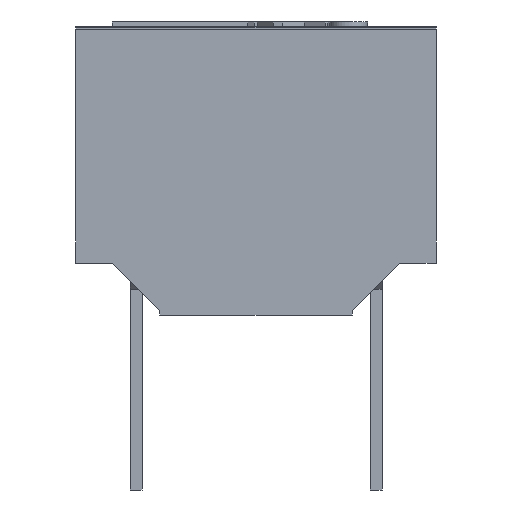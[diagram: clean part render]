
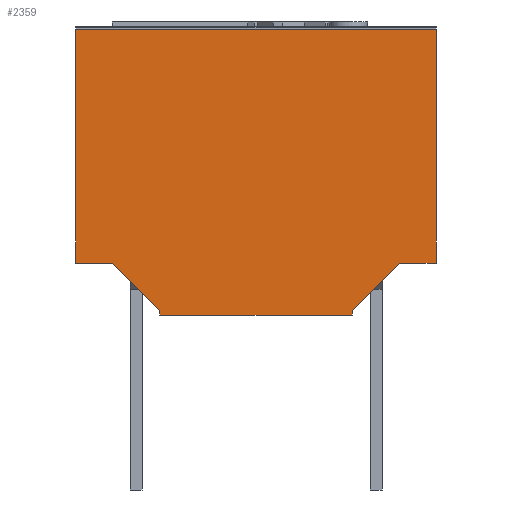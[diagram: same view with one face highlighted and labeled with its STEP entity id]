
A CAD part, front view. The second image highlights one B-rep face of the part: STEP entity #2359.
In plain terms, the highlighted planar face has unit normal (0, -1, 0).
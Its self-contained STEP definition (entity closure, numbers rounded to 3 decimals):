
#13=DIRECTION('',(0.,0.,1.));
#34=VECTOR('',#35,1.);
#35=DIRECTION('',(1.,0.,0.));
#54=VECTOR('',#13,1.);
#133=DIRECTION('',(0.,-1.,0.));
#153=VECTOR('',#154,1.);
#154=DIRECTION('',(-1.,0.,0.));
#1690=DIRECTION('',(0.707,0.,0.707));
#1724=VERTEX_POINT('',#1725);
#1725=CARTESIAN_POINT('',(-0.5,-11.43,1.1));
#1729=VERTEX_POINT('',#1730);
#1730=CARTESIAN_POINT('',(-1.27,-11.43,1.1));
#1733=ORIENTED_EDGE('',*,*,#1734,.F.);
#1734=EDGE_CURVE('',#1724,#1729,#1735,.T.);
#1735=LINE('',#1736,#153);
#1736=CARTESIAN_POINT('',(1.925,-11.43,1.1));
#1741=EDGE_CURVE('',#1729,#1742,#1744,.T.);
#1742=VERTEX_POINT('',#1743);
#1743=CARTESIAN_POINT('',(-1.27,-11.43,6.05));
#1744=LINE('',#1745,#54);
#1745=CARTESIAN_POINT('',(-1.27,-11.43,0.));
#1803=VERTEX_POINT('',#1804);
#1804=CARTESIAN_POINT('',(6.35,-11.43,6.05));
#1807=EDGE_CURVE('',#1808,#1803,#1810,.T.);
#1808=VERTEX_POINT('',#1809);
#1809=CARTESIAN_POINT('',(6.35,-11.43,1.1));
#1810=LINE('',#1811,#54);
#1811=CARTESIAN_POINT('',(6.35,-11.43,0.));
#1822=VERTEX_POINT('',#1823);
#1823=CARTESIAN_POINT('',(5.58,-11.43,1.1));
#1824=ORIENTED_EDGE('',*,*,#1825,.F.);
#1825=EDGE_CURVE('',#1808,#1822,#1826,.T.);
#1826=LINE('',#1827,#153);
#1827=CARTESIAN_POINT('',(5.465,-11.43,1.1));
#1833=VERTEX_POINT('',#1834);
#1834=CARTESIAN_POINT('',(4.58,-11.43,0.));
#1836=EDGE_CURVE('',#1833,#1837,#1839,.T.);
#1837=VERTEX_POINT('',#1838);
#1838=CARTESIAN_POINT('',(0.5,-11.43,0.));
#1839=LINE('',#1811,#153);
#1848=VERTEX_POINT('',#1849);
#1849=CARTESIAN_POINT('',(4.58,-11.43,0.1));
#1851=EDGE_CURVE('',#1833,#1848,#1852,.T.);
#1852=LINE('',#1834,#54);
#1859=EDGE_CURVE('',#1848,#1822,#1860,.T.);
#1860=LINE('',#1861,#1862);
#1861=CARTESIAN_POINT('',(5.248,-11.43,0.768));
#1862=VECTOR('',#1690,1.);
#1868=ORIENTED_EDGE('',*,*,#1869,.F.);
#1869=EDGE_CURVE('',#1870,#1724,#1872,.T.);
#1870=VERTEX_POINT('',#1871);
#1871=CARTESIAN_POINT('',(0.5,-11.43,0.1));
#1872=LINE('',#1873,#1874);
#1873=CARTESIAN_POINT('',(1.738,-11.43,-1.138));
#1874=VECTOR('',#1875,1.);
#1875=DIRECTION('',(-0.707,0.,0.707));
#1883=ORIENTED_EDGE('',*,*,#1884,.F.);
#1884=EDGE_CURVE('',#1837,#1870,#1885,.T.);
#1885=LINE('',#1838,#54);
#2359=ADVANCED_FACE('',(#2360),#2370,.T.);
#2360=FACE_BOUND('',#2361,.T.);
#2361=EDGE_LOOP('',(#1824,#2362,#2363,#2366,#1733,#1868,#1883,#2367,    #2368,#2369));
#2362=ORIENTED_EDGE('',*,*,#1807,.T.);
#2363=ORIENTED_EDGE('',*,*,#2364,.F.);
#2364=EDGE_CURVE('',#1742,#1803,#2365,.T.);
#2365=LINE('',#1743,#34);
#2366=ORIENTED_EDGE('',*,*,#1741,.F.);
#2367=ORIENTED_EDGE('',*,*,#1836,.F.);
#2368=ORIENTED_EDGE('',*,*,#1851,.T.);
#2369=ORIENTED_EDGE('',*,*,#1859,.T.);
#2370=PLANE('',#2371);
#2371=AXIS2_PLACEMENT_3D('',#1811,#133,#154);
